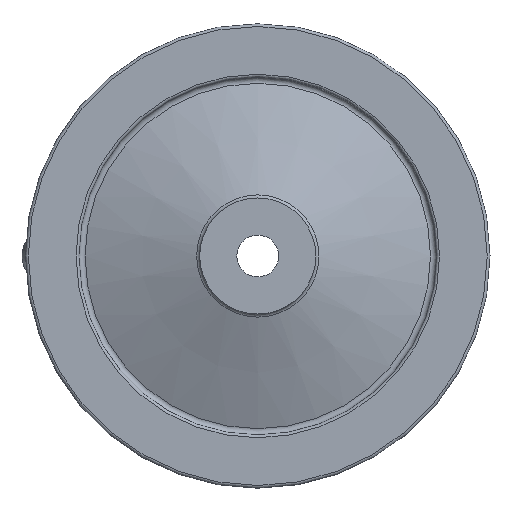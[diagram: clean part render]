
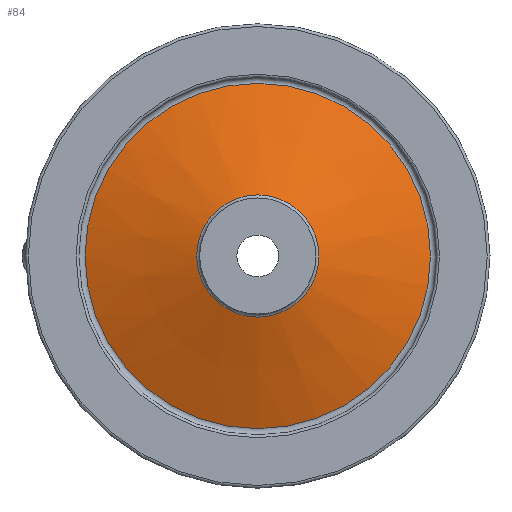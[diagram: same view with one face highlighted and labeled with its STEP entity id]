
A CAD part, left-side view. The second image highlights one B-rep face of the part: STEP entity #84.
In plain terms, the highlighted conical face has half-angle 69.984 degrees and reference radius 26.315 mm.
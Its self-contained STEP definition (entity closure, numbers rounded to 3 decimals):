
#84 = ADVANCED_FACE( '', ( #185, #186 ), #187, .T. );
#185 = FACE_OUTER_BOUND( '', #289, .T. );
#186 = FACE_BOUND( '', #290, .T. );
#187 = CONICAL_SURFACE( '', #291, 26.315, 1.221 );
#289 = EDGE_LOOP( '', ( #457 ) );
#290 = EDGE_LOOP( '', ( #458 ) );
#291 = AXIS2_PLACEMENT_3D( '', #459, #460, #461 );
#457 = ORIENTED_EDGE( '', *, *, #501, .F. );
#458 = ORIENTED_EDGE( '', *, *, #516, .T. );
#459 = CARTESIAN_POINT( '', ( 15.031, 0., 0. ) );
#460 = DIRECTION( '', ( 1., 0., 0. ) );
#461 = DIRECTION( '', ( 0., 0., -1. ) );
#501 = EDGE_CURVE( '', #557, #557, #558, .T. );
#516 = EDGE_CURVE( '', #580, #580, #581, .T. );
#557 = VERTEX_POINT( '', #629 );
#558 = CIRCLE( '', #630, 74.365 );
#580 = VERTEX_POINT( '', #652 );
#581 = CIRCLE( '', #653, 26.315 );
#629 = CARTESIAN_POINT( '', ( 32.535, 0., -74.365 ) );
#630 = AXIS2_PLACEMENT_3D( '', #704, #705, #706 );
#652 = CARTESIAN_POINT( '', ( 15.031, 0., -26.315 ) );
#653 = AXIS2_PLACEMENT_3D( '', #728, #729, #730 );
#704 = CARTESIAN_POINT( '', ( 32.535, 0., 0. ) );
#705 = DIRECTION( '', ( 1., 0., 0. ) );
#706 = DIRECTION( '', ( 0., 0., -1. ) );
#728 = CARTESIAN_POINT( '', ( 15.031, 0., 0. ) );
#729 = DIRECTION( '', ( 1., 0., 0. ) );
#730 = DIRECTION( '', ( 0., 0., -1. ) );
